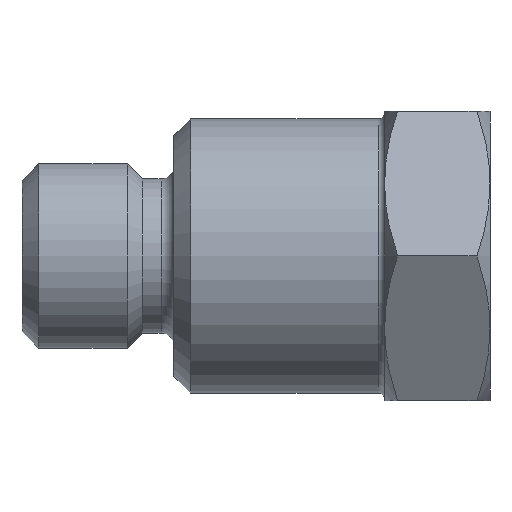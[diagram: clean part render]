
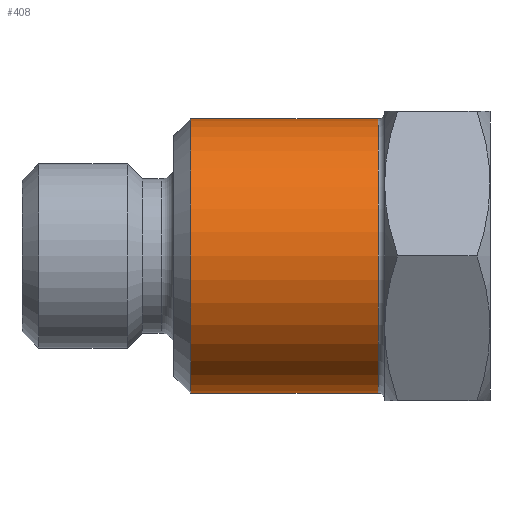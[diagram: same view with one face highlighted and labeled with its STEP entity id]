
A CAD part, front view. The second image highlights one B-rep face of the part: STEP entity #408.
In plain terms, the highlighted cylindrical face has radius 8.255 mm (diameter 16.51 mm), a partial arc.
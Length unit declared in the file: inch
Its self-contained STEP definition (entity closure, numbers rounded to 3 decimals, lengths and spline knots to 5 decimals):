
#153 = VERTEX_POINT ( 'NONE', #907 ) ;
#158 = VERTEX_POINT ( 'NONE', #896 ) ;
#226 = VERTEX_POINT ( 'NONE', #1201 ) ;
#252 = VERTEX_POINT ( 'NONE', #1154 ) ;
#254 = EDGE_CURVE ( 'NONE', #252, #153, #1152, .T. ) ;
#278 = EDGE_CURVE ( 'NONE', #252, #158, #1052, .T. ) ;
#281 = EDGE_CURVE ( 'NONE', #158, #226, #1000, .T. ) ;
#288 = ORIENTED_EDGE ( 'NONE', *, *, #281, .T. ) ;
#289 = ORIENTED_EDGE ( 'NONE', *, *, #290, .F. ) ;
#290 = EDGE_CURVE ( 'NONE', #153, #226, #1323, .T. ) ;
#408 = ADVANCED_FACE ( 'NONE', ( #1477 ), #1656, .T. ) ;
#409 = EDGE_LOOP ( 'NONE', ( #412, #413, #288, #289 ) ) ;
#412 = ORIENTED_EDGE ( 'NONE', *, *, #254, .F. ) ;
#413 = ORIENTED_EDGE ( 'NONE', *, *, #278, .T. ) ;
#896 = CARTESIAN_POINT ( 'NONE',  ( 0.845, 0., 0.325 ) ) ;
#907 = CARTESIAN_POINT ( 'NONE',  ( 0.4, 0., -0.325 ) ) ;
#997 = DIRECTION ( 'NONE',  ( -1., 0., 0. ) ) ;
#998 = VECTOR ( 'NONE', #997, 39.37008 ) ;
#999 = CARTESIAN_POINT ( 'NONE',  ( -0.08042, 0., 0.325 ) ) ;
#1000 = LINE ( 'NONE', #999, #998 ) ;
#1048 = DIRECTION ( 'NONE',  ( 0., 0., 1. ) ) ;
#1049 = DIRECTION ( 'NONE',  ( -1., 0., 0. ) ) ;
#1050 = CARTESIAN_POINT ( 'NONE',  ( 0.845, 0., 0. ) ) ;
#1051 = AXIS2_PLACEMENT_3D ( 'NONE', #1050, #1049, #1048 ) ;
#1052 = CIRCLE ( 'NONE', #1051, 0.325 ) ;
#1149 = DIRECTION ( 'NONE',  ( -1., 0., 0. ) ) ;
#1150 = VECTOR ( 'NONE', #1149, 39.37008 ) ;
#1151 = CARTESIAN_POINT ( 'NONE',  ( -0.08042, 0., -0.325 ) ) ;
#1152 = LINE ( 'NONE', #1151, #1150 ) ;
#1154 = CARTESIAN_POINT ( 'NONE',  ( 0.845, 0., -0.325 ) ) ;
#1201 = CARTESIAN_POINT ( 'NONE',  ( 0.4, 0., 0.325 ) ) ;
#1322 = AXIS2_PLACEMENT_3D ( 'NONE', #1388, #1387, #1386 ) ;
#1323 = CIRCLE ( 'NONE', #1322, 0.325 ) ;
#1386 = DIRECTION ( 'NONE',  ( 0., 0., 1. ) ) ;
#1387 = DIRECTION ( 'NONE',  ( -1., 0., 0. ) ) ;
#1388 = CARTESIAN_POINT ( 'NONE',  ( 0.4, 0., 0. ) ) ;
#1477 = FACE_OUTER_BOUND ( 'NONE', #409, .T. ) ;
#1480 = DIRECTION ( 'NONE',  ( 0., 0., 1. ) ) ;
#1481 = DIRECTION ( 'NONE',  ( -1., 0., 0. ) ) ;
#1574 = CARTESIAN_POINT ( 'NONE',  ( -0.08042, 0., 0. ) ) ;
#1575 = AXIS2_PLACEMENT_3D ( 'NONE', #1574, #1481, #1480 ) ;
#1656 = CYLINDRICAL_SURFACE ( 'NONE', #1575, 0.325 ) ;
